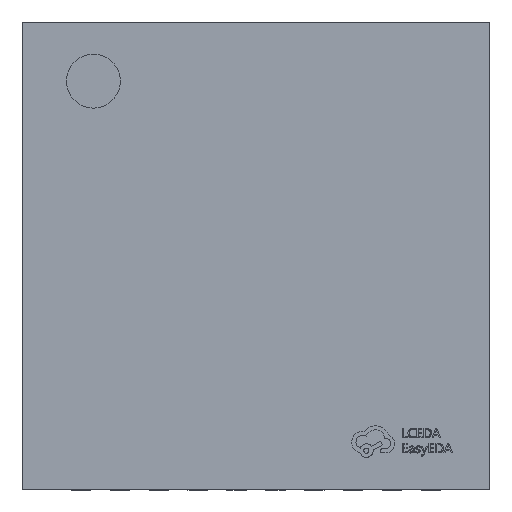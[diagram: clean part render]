
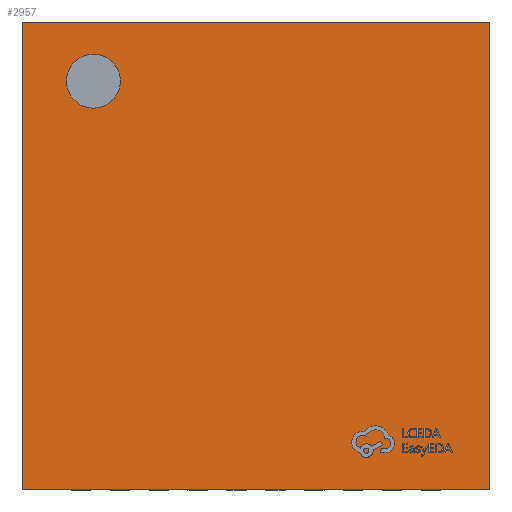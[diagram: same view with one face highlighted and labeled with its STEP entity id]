
A CAD part, top view. The second image highlights one B-rep face of the part: STEP entity #2957.
In plain terms, the highlighted planar face has unit normal (0, 0, 1).
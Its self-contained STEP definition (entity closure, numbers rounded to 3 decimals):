
#167 = ORIENTED_EDGE ( 'NONE', *, *, #9932, .F. ) ;
#303 = CARTESIAN_POINT ( 'NONE',  ( -3., -3., 0.95 ) ) ;
#639 = DIRECTION ( 'NONE',  ( 0., 0., 1. ) ) ;
#728 = LINE ( 'NONE', #20914, #8949 ) ;
#932 = AXIS2_PLACEMENT_3D ( 'NONE', #13615, #639, #11697 ) ;
#950 = VECTOR ( 'NONE', #24265, 1000. ) ;
#2185 = CARTESIAN_POINT ( 'NONE',  ( -3., 3., 0.95 ) ) ;
#2409 = VERTEX_POINT ( 'NONE', #19034 ) ;
#2957 = ADVANCED_FACE ( 'NONE', ( #7081, #20219 ), #24927, .T. ) ;
#3698 = DIRECTION ( 'NONE',  ( 0., -1., 0. ) ) ;
#4079 = LINE ( 'NONE', #26766, #950 ) ;
#4937 = VECTOR ( 'NONE', #17865, 1000. ) ;
#5880 = EDGE_LOOP ( 'NONE', ( #21944, #12674, #10308, #18223 ) ) ;
#6427 = AXIS2_PLACEMENT_3D ( 'NONE', #17249, #8109, #7822 ) ;
#6644 = VECTOR ( 'NONE', #3698, 1000. ) ;
#7081 = FACE_BOUND ( 'NONE', #23384, .T. ) ;
#7822 = DIRECTION ( 'NONE',  ( 1., 0., 0. ) ) ;
#8109 = DIRECTION ( 'NONE',  ( 0., 0., 1. ) ) ;
#8873 = CARTESIAN_POINT ( 'NONE',  ( -3., -3., 0.95 ) ) ;
#8949 = VECTOR ( 'NONE', #25057, 1000. ) ;
#9932 = EDGE_CURVE ( 'NONE', #12594, #15012, #27185, .T. ) ;
#10308 = ORIENTED_EDGE ( 'NONE', *, *, #20757, .T. ) ;
#11697 = DIRECTION ( 'NONE',  ( 1., 0., 0. ) ) ;
#11770 = CIRCLE ( 'NONE', #932, 0.347 ) ;
#11777 = EDGE_CURVE ( 'NONE', #15012, #12594, #11770, .T. ) ;
#12594 = VERTEX_POINT ( 'NONE', #24705 ) ;
#12674 = ORIENTED_EDGE ( 'NONE', *, *, #19033, .T. ) ;
#13429 = DIRECTION ( 'NONE',  ( 0., 0., 1. ) ) ;
#13615 = CARTESIAN_POINT ( 'NONE',  ( -2.091, 2.247, 0.95 ) ) ;
#13831 = AXIS2_PLACEMENT_3D ( 'NONE', #24474, #13429, #22265 ) ;
#14217 = VERTEX_POINT ( 'NONE', #303 ) ;
#15012 = VERTEX_POINT ( 'NONE', #27860 ) ;
#17249 = CARTESIAN_POINT ( 'NONE',  ( -2.091, 2.247, 0.95 ) ) ;
#17562 = LINE ( 'NONE', #8873, #4937 ) ;
#17865 = DIRECTION ( 'NONE',  ( 1., 0., 0. ) ) ;
#17881 = ORIENTED_EDGE ( 'NONE', *, *, #11777, .F. ) ;
#18223 = ORIENTED_EDGE ( 'NONE', *, *, #24072, .T. ) ;
#19033 = EDGE_CURVE ( 'NONE', #2409, #19960, #4079, .T. ) ;
#19034 = CARTESIAN_POINT ( 'NONE',  ( 3., 3., 0.95 ) ) ;
#19372 = CARTESIAN_POINT ( 'NONE',  ( 3., -3., 0.95 ) ) ;
#19960 = VERTEX_POINT ( 'NONE', #2185 ) ;
#20219 = FACE_OUTER_BOUND ( 'NONE', #5880, .T. ) ;
#20757 = EDGE_CURVE ( 'NONE', #19960, #14217, #24463, .T. ) ;
#20914 = CARTESIAN_POINT ( 'NONE',  ( 3., 3., 0.95 ) ) ;
#21944 = ORIENTED_EDGE ( 'NONE', *, *, #29140, .T. ) ;
#22265 = DIRECTION ( 'NONE',  ( 1., 0., 0. ) ) ;
#23384 = EDGE_LOOP ( 'NONE', ( #17881, #167 ) ) ;
#23888 = CARTESIAN_POINT ( 'NONE',  ( -3., 3., 0.95 ) ) ;
#24072 = EDGE_CURVE ( 'NONE', #14217, #27789, #17562, .T. ) ;
#24265 = DIRECTION ( 'NONE',  ( -1., 0., 0. ) ) ;
#24463 = LINE ( 'NONE', #23888, #6644 ) ;
#24474 = CARTESIAN_POINT ( 'NONE',  ( 0., 0., 0.95 ) ) ;
#24705 = CARTESIAN_POINT ( 'NONE',  ( -2.438, 2.247, 0.95 ) ) ;
#24927 = PLANE ( 'NONE',  #13831 ) ;
#25057 = DIRECTION ( 'NONE',  ( 0., 1., 0. ) ) ;
#26766 = CARTESIAN_POINT ( 'NONE',  ( -3., 3., 0.95 ) ) ;
#27185 = CIRCLE ( 'NONE', #6427, 0.347 ) ;
#27789 = VERTEX_POINT ( 'NONE', #19372 ) ;
#27860 = CARTESIAN_POINT ( 'NONE',  ( -1.745, 2.247, 0.95 ) ) ;
#29140 = EDGE_CURVE ( 'NONE', #27789, #2409, #728, .T. ) ;
